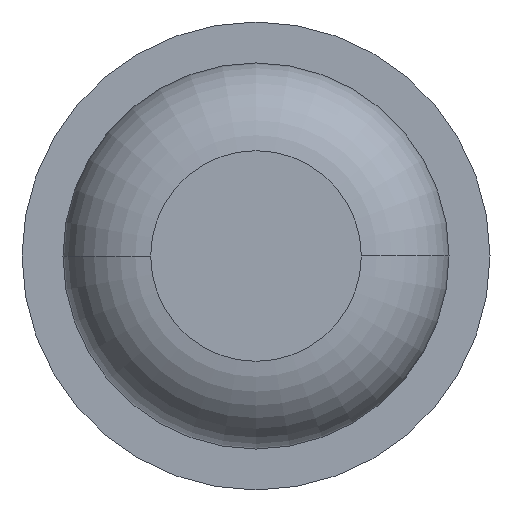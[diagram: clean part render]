
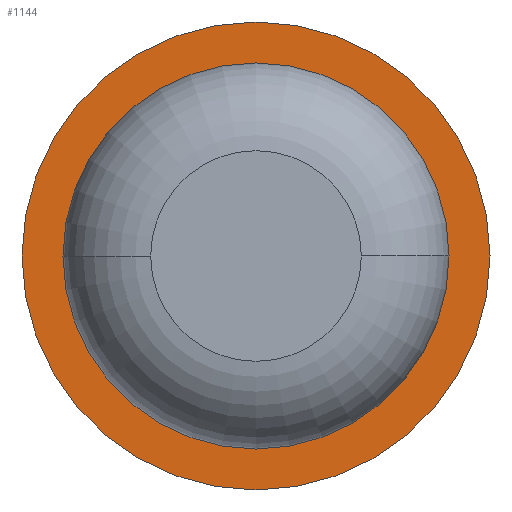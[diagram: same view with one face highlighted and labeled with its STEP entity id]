
A CAD part, front view. The second image highlights one B-rep face of the part: STEP entity #1144.
In plain terms, the highlighted planar face has unit normal (0, -1, 0).
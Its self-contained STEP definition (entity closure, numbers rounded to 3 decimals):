
#88 = AXIS2_PLACEMENT_3D ( 'NONE', #2064, #3057, #3390 ) ;
#185 = ORIENTED_EDGE ( 'NONE', *, *, #2090, .T. ) ;
#194 = EDGE_CURVE ( 'Defeature ausgef�hrt1_5+Defeature ausgef�hrt1_0+Defeature ausgef�hrt1_0+Defeature ausgef�hrt1_0', #3765, #2308, #2673, .T. ) ;
#482 = ORIENTED_EDGE ( 'NONE', *, *, #194, .T. ) ;
#526 = DIRECTION ( 'NONE',  ( -1., 0., 0. ) ) ;
#549 = DIRECTION ( 'NONE',  ( -1., 0., 0. ) ) ;
#595 = CIRCLE ( 'NONE', #2509, 1. ) ;
#803 = VERTEX_POINT ( 'NONE', #3040 ) ;
#815 = CARTESIAN_POINT ( 'NONE',  ( 0.825, -7., 0. ) ) ;
#875 = FACE_OUTER_BOUND ( 'NONE', #2866, .T. ) ;
#1008 = CARTESIAN_POINT ( 'NONE',  ( 0.825, -7., 0. ) ) ;
#1018 = EDGE_CURVE ( 'Defeature ausgef�hrt1_6+Defeature ausgef�hrt1_5+Defeature ausgef�hrt1_5+Defeature ausgef�hrt1_5', #2075, #803, #2456, .T. ) ;
#1063 = ORIENTED_EDGE ( 'NONE', *, *, #4005, .F. ) ;
#1144 = ADVANCED_FACE ( 'Defeature ausgef�hrt1_5', ( #875, #1901 ), #1824, .F. ) ;
#1441 = DIRECTION ( 'NONE',  ( 0., 1., 0. ) ) ;
#1560 = AXIS2_PLACEMENT_3D ( 'NONE', #4139, #2194, #526 ) ;
#1631 = CARTESIAN_POINT ( 'NONE',  ( 0., -7., 0. ) ) ;
#1669 = AXIS2_PLACEMENT_3D ( 'NONE', #1631, #2333, #2283 ) ;
#1824 = PLANE ( 'NONE',  #2269 ) ;
#1901 = FACE_BOUND ( 'NONE', #3949, .T. ) ;
#2064 = CARTESIAN_POINT ( 'NONE',  ( 0., -7., 0. ) ) ;
#2075 = VERTEX_POINT ( 'NONE', #2518 ) ;
#2090 = EDGE_CURVE ( 'Defeature ausgef�hrt1_5+Defeature ausgef�hrt1_0+Defeature ausgef�hrt1_0+Defeature ausgef�hrt1_0', #2308, #3765, #3931, .T. ) ;
#2147 = DIRECTION ( 'NONE',  ( 0., 1., 0. ) ) ;
#2194 = DIRECTION ( 'NONE',  ( 0., 1., 0. ) ) ;
#2269 = AXIS2_PLACEMENT_3D ( 'NONE', #815, #1441, #4101 ) ;
#2283 = DIRECTION ( 'NONE',  ( -1., 0., 0. ) ) ;
#2308 = VERTEX_POINT ( 'NONE', #1008 ) ;
#2333 = DIRECTION ( 'NONE',  ( 0., 1., 0. ) ) ;
#2374 = CARTESIAN_POINT ( 'NONE',  ( -0.825, -7., 0. ) ) ;
#2440 = ORIENTED_EDGE ( 'NONE', *, *, #1018, .F. ) ;
#2456 = CIRCLE ( 'NONE', #1669, 1. ) ;
#2509 = AXIS2_PLACEMENT_3D ( 'NONE', #4112, #2147, #549 ) ;
#2518 = CARTESIAN_POINT ( 'NONE',  ( 1., -7., 0. ) ) ;
#2673 = CIRCLE ( 'NONE', #88, 0.825 ) ;
#2866 = EDGE_LOOP ( 'NONE', ( #1063, #2440 ) ) ;
#3040 = CARTESIAN_POINT ( 'NONE',  ( -1., -7., 0. ) ) ;
#3057 = DIRECTION ( 'NONE',  ( 0., 1., 0. ) ) ;
#3390 = DIRECTION ( 'NONE',  ( -1., 0., 0. ) ) ;
#3765 = VERTEX_POINT ( 'NONE', #2374 ) ;
#3931 = CIRCLE ( 'NONE', #1560, 0.825 ) ;
#3949 = EDGE_LOOP ( 'NONE', ( #482, #185 ) ) ;
#4005 = EDGE_CURVE ( 'Defeature ausgef�hrt1_6+Defeature ausgef�hrt1_5+Defeature ausgef�hrt1_5+Defeature ausgef�hrt1_5', #803, #2075, #595, .T. ) ;
#4101 = DIRECTION ( 'NONE',  ( -1., 0., 0. ) ) ;
#4112 = CARTESIAN_POINT ( 'NONE',  ( 0., -7., 0. ) ) ;
#4139 = CARTESIAN_POINT ( 'NONE',  ( 0., -7., 0. ) ) ;
